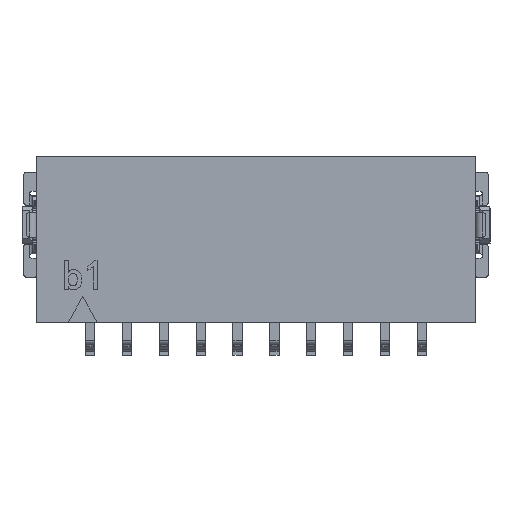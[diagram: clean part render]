
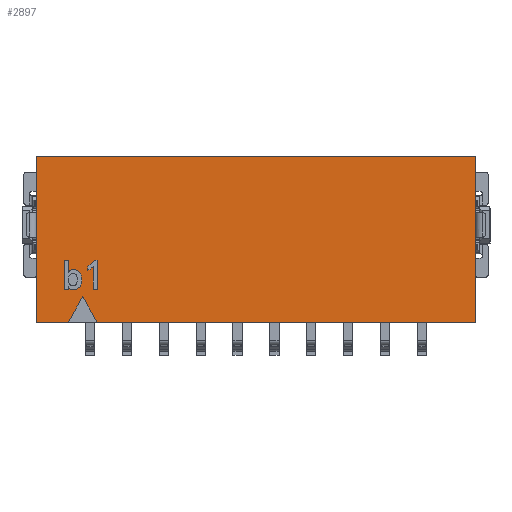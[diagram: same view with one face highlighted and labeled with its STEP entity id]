
A CAD part, front view. The second image highlights one B-rep face of the part: STEP entity #2897.
In plain terms, the highlighted planar face has unit normal (0, -1, 0).
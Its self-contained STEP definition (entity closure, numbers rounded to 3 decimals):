
#2697=CARTESIAN_POINT('',(11.43,-3.97,3.2));
#2698=DIRECTION('',(1.,0.,0.));
#2699=DIRECTION('',(0.,-1.,0.));
#2700=AXIS2_PLACEMENT_3D('',#2697,#2699,#2698);
#2701=PLANE('',#2700);
#2702=CARTESIAN_POINT('',(26.51,-3.97,8.9));
#2703=VERTEX_POINT('',#2702);
#2704=CARTESIAN_POINT('',(26.51,-3.97,-2.5));
#2705=VERTEX_POINT('',#2704);
#2706=CARTESIAN_POINT('',(26.51,-3.97,8.9));
#2707=DIRECTION('',(0.,0.,-1.));
#2708=VECTOR('',#2707,11.4);
#2709=LINE('',#2706,#2708);
#2710=EDGE_CURVE('',#2703,#2705,#2709,.T.);
#2711=ORIENTED_EDGE('',*,*,#2710,.F.);
#2712=CARTESIAN_POINT('',(-3.65,-3.97,8.9));
#2713=VERTEX_POINT('',#2712);
#2714=CARTESIAN_POINT('',(-3.65,-3.97,8.9));
#2715=DIRECTION('',(1.,0.,0.));
#2716=VECTOR('',#2715,30.16);
#2717=LINE('',#2714,#2716);
#2718=EDGE_CURVE('',#2713,#2703,#2717,.T.);
#2719=ORIENTED_EDGE('',*,*,#2718,.F.);
#2720=CARTESIAN_POINT('',(-3.65,-3.97,-2.5));
#2721=VERTEX_POINT('',#2720);
#2722=CARTESIAN_POINT('',(-3.65,-3.97,8.9));
#2723=DIRECTION('',(0.,0.,-1.));
#2724=VECTOR('',#2723,11.4);
#2725=LINE('',#2722,#2724);
#2726=EDGE_CURVE('',#2713,#2721,#2725,.T.);
#2727=ORIENTED_EDGE('',*,*,#2726,.T.);
#2728=CARTESIAN_POINT('',(-1.5,-3.97,-2.5));
#2729=VERTEX_POINT('',#2728);
#2730=CARTESIAN_POINT('',(-1.5,-3.97,-2.5));
#2731=DIRECTION('',(-1.,0.,0.));
#2732=VECTOR('',#2731,2.15);
#2733=LINE('',#2730,#2732);
#2734=EDGE_CURVE('',#2729,#2721,#2733,.T.);
#2735=ORIENTED_EDGE('',*,*,#2734,.F.);
#2736=CARTESIAN_POINT('',(-0.5,-3.97,-0.768));
#2737=VERTEX_POINT('',#2736);
#2738=CARTESIAN_POINT('',(-0.5,-3.97,-0.768));
#2739=DIRECTION('',(-0.5,0.,-0.866));
#2740=VECTOR('',#2739,2.);
#2741=LINE('',#2738,#2740);
#2742=EDGE_CURVE('',#2737,#2729,#2741,.T.);
#2743=ORIENTED_EDGE('',*,*,#2742,.F.);
#2744=CARTESIAN_POINT('',(0.5,-3.97,-2.5));
#2745=VERTEX_POINT('',#2744);
#2746=CARTESIAN_POINT('',(0.5,-3.97,-2.5));
#2747=DIRECTION('',(-0.5,0.,0.866));
#2748=VECTOR('',#2747,2.);
#2749=LINE('',#2746,#2748);
#2750=EDGE_CURVE('',#2745,#2737,#2749,.T.);
#2751=ORIENTED_EDGE('',*,*,#2750,.F.);
#2752=CARTESIAN_POINT('',(0.5,-3.97,-2.5));
#2753=DIRECTION('',(1.,0.,0.));
#2754=VECTOR('',#2753,26.01);
#2755=LINE('',#2752,#2754);
#2756=EDGE_CURVE('',#2745,#2705,#2755,.T.);
#2757=ORIENTED_EDGE('',*,*,#2756,.T.);
#2758=EDGE_LOOP('',(#2711,#2719,#2727,#2735,#2743,#2751,#2757));
#2759=FACE_OUTER_BOUND('',#2758,.T.);
#2760=CARTESIAN_POINT('',(0.503,-3.97,1.771));
#2761=VERTEX_POINT('',#2760);
#2762=CARTESIAN_POINT('',(0.321,-3.97,1.771));
#2763=VERTEX_POINT('',#2762);
#2764=CARTESIAN_POINT('',(0.503,-3.97,1.771));
#2765=DIRECTION('',(-1.,0.,0.));
#2766=VECTOR('',#2765,0.182);
#2767=LINE('',#2764,#2766);
#2768=EDGE_CURVE('',#2761,#2763,#2767,.T.);
#2769=ORIENTED_EDGE('',*,*,#2768,.F.);
#2770=CARTESIAN_POINT('',(0.503,-3.97,-0.241));
#2771=VERTEX_POINT('',#2770);
#2772=CARTESIAN_POINT('',(0.503,-3.97,-0.241));
#2773=DIRECTION('',(0.,0.,1.));
#2774=VECTOR('',#2773,2.012);
#2775=LINE('',#2772,#2774);
#2776=EDGE_CURVE('',#2771,#2761,#2775,.T.);
#2777=ORIENTED_EDGE('',*,*,#2776,.F.);
#2778=CARTESIAN_POINT('',(0.216,-3.97,-0.241));
#2779=VERTEX_POINT('',#2778);
#2780=CARTESIAN_POINT('',(0.216,-3.97,-0.241));
#2781=DIRECTION('',(1.,0.,0.));
#2782=VECTOR('',#2781,0.286);
#2783=LINE('',#2780,#2782);
#2784=EDGE_CURVE('',#2779,#2771,#2783,.T.);
#2785=ORIENTED_EDGE('',*,*,#2784,.F.);
#2786=CARTESIAN_POINT('',(0.216,-3.97,1.326));
#2787=VERTEX_POINT('',#2786);
#2788=CARTESIAN_POINT('',(0.216,-3.97,1.326));
#2789=DIRECTION('',(0.,0.,-1.));
#2790=VECTOR('',#2789,1.567);
#2791=LINE('',#2788,#2790);
#2792=EDGE_CURVE('',#2787,#2779,#2791,.T.);
#2793=ORIENTED_EDGE('',*,*,#2792,.F.);
#2794=CARTESIAN_POINT('',(-0.158,-3.97,1.042));
#2795=VERTEX_POINT('',#2794);
#2796=CARTESIAN_POINT('',(-0.158,-3.97,1.042));
#2797=CARTESIAN_POINT('',(0.118,-3.97,1.186));
#2798=CARTESIAN_POINT('',(0.216,-3.97,1.326));
#2799=B_SPLINE_CURVE_WITH_KNOTS('',2,(#2796,#2797,#2798),.UNSPECIFIED.,.F.,.U.,(3,3),(0.,1.),.UNSPECIFIED.);
#2800=EDGE_CURVE('',#2795,#2787,#2799,.T.);
#2801=ORIENTED_EDGE('',*,*,#2800,.F.);
#2802=CARTESIAN_POINT('',(-0.158,-3.97,1.303));
#2803=VERTEX_POINT('',#2802);
#2804=CARTESIAN_POINT('',(-0.158,-3.97,1.303));
#2805=DIRECTION('',(0.,0.,-1.));
#2806=VECTOR('',#2805,0.26);
#2807=LINE('',#2804,#2806);
#2808=EDGE_CURVE('',#2803,#2795,#2807,.T.);
#2809=ORIENTED_EDGE('',*,*,#2808,.F.);
#2810=CARTESIAN_POINT('',(-1.174,-3.97,2.822));
#2811=DIRECTION('',(0.818,0.,-0.575));
#2812=DIRECTION('',(0.,1.,0.));
#2813=AXIS2_PLACEMENT_3D('',#2810,#2812,#2811);
#2814=CIRCLE('',#2813,1.828);
#2815=EDGE_CURVE('',#2763,#2803,#2814,.T.);
#2816=ORIENTED_EDGE('',*,*,#2815,.F.);
#2817=EDGE_LOOP('',(#2769,#2777,#2785,#2793,#2801,#2809,#2816));
#2818=FACE_BOUND('',#2817,.T.);
#2819=CARTESIAN_POINT('',(-1.48,-3.97,1.748));
#2820=VERTEX_POINT('',#2819);
#2821=CARTESIAN_POINT('',(-1.766,-3.97,1.748));
#2822=VERTEX_POINT('',#2821);
#2823=CARTESIAN_POINT('',(-1.48,-3.97,1.748));
#2824=DIRECTION('',(-1.,0.,0.));
#2825=VECTOR('',#2824,0.286);
#2826=LINE('',#2823,#2825);
#2827=EDGE_CURVE('',#2820,#2822,#2826,.T.);
#2828=ORIENTED_EDGE('',*,*,#2827,.F.);
#2829=CARTESIAN_POINT('',(-1.48,-3.97,0.909));
#2830=VERTEX_POINT('',#2829);
#2831=CARTESIAN_POINT('',(-1.48,-3.97,0.909));
#2832=DIRECTION('',(0.,0.,1.));
#2833=VECTOR('',#2832,0.84);
#2834=LINE('',#2831,#2833);
#2835=EDGE_CURVE('',#2830,#2820,#2834,.T.);
#2836=ORIENTED_EDGE('',*,*,#2835,.F.);
#2837=CARTESIAN_POINT('',(-1.135,-3.97,1.113));
#2838=VERTEX_POINT('',#2837);
#2839=CARTESIAN_POINT('',(-1.135,-3.97,1.113));
#2840=CARTESIAN_POINT('',(-1.267,-3.97,1.113));
#2841=CARTESIAN_POINT('',(-1.463,-3.97,1.003));
#2842=CARTESIAN_POINT('',(-1.48,-3.97,0.909));
#2843=B_SPLINE_CURVE_WITH_KNOTS('',2,(#2839,#2840,#2841,#2842),.UNSPECIFIED.,.F.,.U.,(3,1,3),(0.,0.527,1.),.UNSPECIFIED.);
#2844=EDGE_CURVE('',#2838,#2830,#2843,.T.);
#2845=ORIENTED_EDGE('',*,*,#2844,.F.);
#2846=CARTESIAN_POINT('',(-0.56,-3.97,0.414));
#2847=VERTEX_POINT('',#2846);
#2848=CARTESIAN_POINT('',(-0.56,-3.97,0.414));
#2849=CARTESIAN_POINT('',(-0.56,-3.97,0.753));
#2850=CARTESIAN_POINT('',(-0.895,-3.97,1.113));
#2851=CARTESIAN_POINT('',(-1.135,-3.97,1.113));
#2852=B_SPLINE_CURVE_WITH_KNOTS('',2,(#2848,#2849,#2850,#2851),.UNSPECIFIED.,.F.,.U.,(3,1,3),(0.,0.532,1.),.UNSPECIFIED.);
#2853=EDGE_CURVE('',#2847,#2838,#2852,.T.);
#2854=ORIENTED_EDGE('',*,*,#2853,.F.);
#2855=CARTESIAN_POINT('',(-1.135,-3.97,-0.275));
#2856=VERTEX_POINT('',#2855);
#2857=CARTESIAN_POINT('',(-1.135,-3.97,-0.275));
#2858=CARTESIAN_POINT('',(-0.895,-3.97,-0.275));
#2859=CARTESIAN_POINT('',(-0.56,-3.97,0.072));
#2860=CARTESIAN_POINT('',(-0.56,-3.97,0.414));
#2861=B_SPLINE_CURVE_WITH_KNOTS('',2,(#2857,#2858,#2859,#2860),.UNSPECIFIED.,.F.,.U.,(3,1,3),(0.,0.467,1.),.UNSPECIFIED.);
#2862=EDGE_CURVE('',#2856,#2847,#2861,.T.);
#2863=ORIENTED_EDGE('',*,*,#2862,.F.);
#2864=CARTESIAN_POINT('',(-1.48,-3.97,-0.082));
#2865=VERTEX_POINT('',#2864);
#2866=CARTESIAN_POINT('',(-1.48,-3.97,-0.082));
#2867=CARTESIAN_POINT('',(-1.462,-3.97,-0.177));
#2868=CARTESIAN_POINT('',(-1.268,-3.97,-0.275));
#2869=CARTESIAN_POINT('',(-1.135,-3.97,-0.275));
#2870=B_SPLINE_CURVE_WITH_KNOTS('',2,(#2866,#2867,#2868,#2869),.UNSPECIFIED.,.F.,.U.,(3,1,3),(0.,0.473,1.),.UNSPECIFIED.);
#2871=EDGE_CURVE('',#2865,#2856,#2870,.T.);
#2872=ORIENTED_EDGE('',*,*,#2871,.F.);
#2873=CARTESIAN_POINT('',(-1.48,-3.97,-0.252));
#2874=VERTEX_POINT('',#2873);
#2875=CARTESIAN_POINT('',(-1.48,-3.97,-0.252));
#2876=DIRECTION('',(0.,0.,1.));
#2877=VECTOR('',#2876,0.17);
#2878=LINE('',#2875,#2877);
#2879=EDGE_CURVE('',#2874,#2865,#2878,.T.);
#2880=ORIENTED_EDGE('',*,*,#2879,.F.);
#2881=CARTESIAN_POINT('',(-1.766,-3.97,-0.252));
#2882=VERTEX_POINT('',#2881);
#2883=CARTESIAN_POINT('',(-1.766,-3.97,-0.252));
#2884=DIRECTION('',(1.,0.,0.));
#2885=VECTOR('',#2884,0.286);
#2886=LINE('',#2883,#2885);
#2887=EDGE_CURVE('',#2882,#2874,#2886,.T.);
#2888=ORIENTED_EDGE('',*,*,#2887,.F.);
#2889=CARTESIAN_POINT('',(-1.766,-3.97,1.748));
#2890=DIRECTION('',(0.,0.,-1.));
#2891=VECTOR('',#2890,2.);
#2892=LINE('',#2889,#2891);
#2893=EDGE_CURVE('',#2822,#2882,#2892,.T.);
#2894=ORIENTED_EDGE('',*,*,#2893,.F.);
#2895=EDGE_LOOP('',(#2828,#2836,#2845,#2854,#2863,#2872,#2880,#2888,#2894));
#2896=FACE_BOUND('',#2895,.T.);
#2897=ADVANCED_FACE('',(#2759,#2818,#2896),#2701,.T.);
